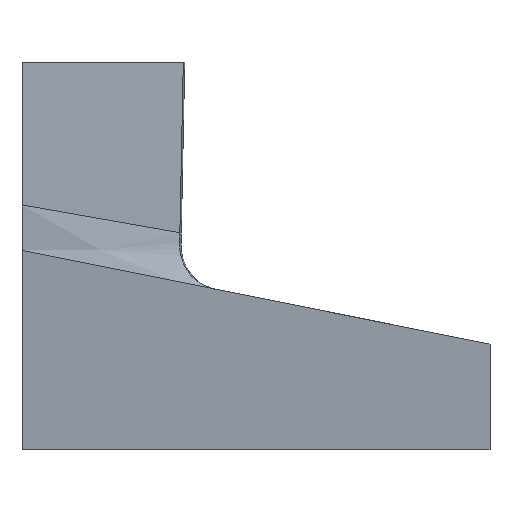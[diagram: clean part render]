
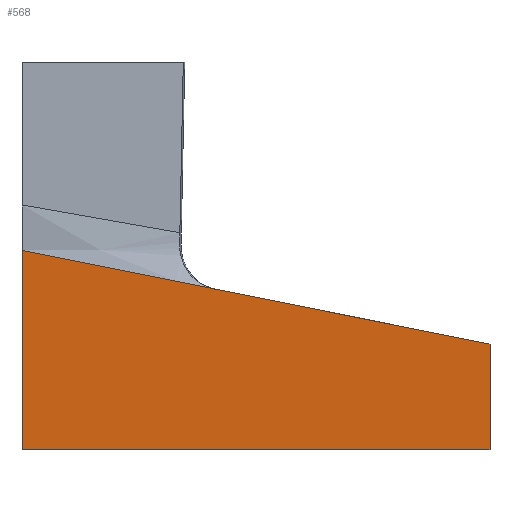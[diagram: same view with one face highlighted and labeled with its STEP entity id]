
A CAD part, left-side view. The second image highlights one B-rep face of the part: STEP entity #568.
In plain terms, the highlighted planar face has unit normal (-0.992, 0.124, 0).
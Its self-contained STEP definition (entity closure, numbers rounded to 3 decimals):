
#547=AXIS2_PLACEMENT_3D('Plane Axis2P3D',#544,#545,#546) ;
#37=CARTESIAN_POINT('Line Origine',(-75.,0.,22.5)) ;
#41=CARTESIAN_POINT('Vertex',(-75.,0.,0.)) ;
#43=CARTESIAN_POINT('Vertex',(-75.,0.,45.)) ;
#119=CARTESIAN_POINT('Vertex',(-58.309,133.531,71.706)) ;
#122=CARTESIAN_POINT('Line Origine',(-66.654,66.766,58.353)) ;
#499=CARTESIAN_POINT('Vertex',(-50.088,199.3,84.86)) ;
#502=CARTESIAN_POINT('Line Origine',(-54.198,166.416,78.283)) ;
#544=CARTESIAN_POINT('Axis2P3D Location',(-50.,200.,0.)) ;
#549=CARTESIAN_POINT('Line Origine',(-62.544,99.65,0.)) ;
#553=CARTESIAN_POINT('Vertex',(-50.088,199.3,0.)) ;
#556=CARTESIAN_POINT('Line Origine',(-50.088,199.3,42.43)) ;
#38=DIRECTION('Vector Direction',(0.,0.,1.)) ;
#123=DIRECTION('Vector Direction',(-0.122,-0.973,-0.195)) ;
#503=DIRECTION('Vector Direction',(0.122,0.973,0.195)) ;
#545=DIRECTION('Axis2P3D Direction',(-0.992,0.124,0.)) ;
#546=DIRECTION('Axis2P3D XDirection',(-0.124,-0.992,0.)) ;
#550=DIRECTION('Vector Direction',(-0.124,-0.992,0.)) ;
#557=DIRECTION('Vector Direction',(0.,0.,-1.)) ;
#39=VECTOR('Line Direction',#38,1.) ;
#124=VECTOR('Line Direction',#123,1.) ;
#504=VECTOR('Line Direction',#503,1.) ;
#551=VECTOR('Line Direction',#550,1.) ;
#558=VECTOR('Line Direction',#557,1.) ;
#562=ORIENTED_EDGE('',*,*,#555,.T.) ;
#563=ORIENTED_EDGE('',*,*,#45,.T.) ;
#564=ORIENTED_EDGE('',*,*,#126,.F.) ;
#565=ORIENTED_EDGE('',*,*,#506,.F.) ;
#566=ORIENTED_EDGE('',*,*,#560,.T.) ;
#568=ADVANCED_FACE('',(#567),#548,.T.) ;
#45=EDGE_CURVE('',#42,#44,#40,.T.) ;
#126=EDGE_CURVE('',#120,#44,#125,.T.) ;
#506=EDGE_CURVE('',#500,#120,#505,.F.) ;
#555=EDGE_CURVE('',#554,#42,#552,.T.) ;
#560=EDGE_CURVE('',#500,#554,#559,.T.) ;
#561=EDGE_LOOP('',(#562,#563,#564,#565,#566)) ;
#567=FACE_OUTER_BOUND('',#561,.T.) ;
#40=LINE('Line',#37,#39) ;
#125=LINE('Line',#122,#124) ;
#505=LINE('Line',#502,#504) ;
#552=LINE('Line',#549,#551) ;
#559=LINE('Line',#556,#558) ;
#548=PLANE('Plane',#547) ;
#42=VERTEX_POINT('',#41) ;
#44=VERTEX_POINT('',#43) ;
#120=VERTEX_POINT('',#119) ;
#500=VERTEX_POINT('',#499) ;
#554=VERTEX_POINT('',#553) ;
